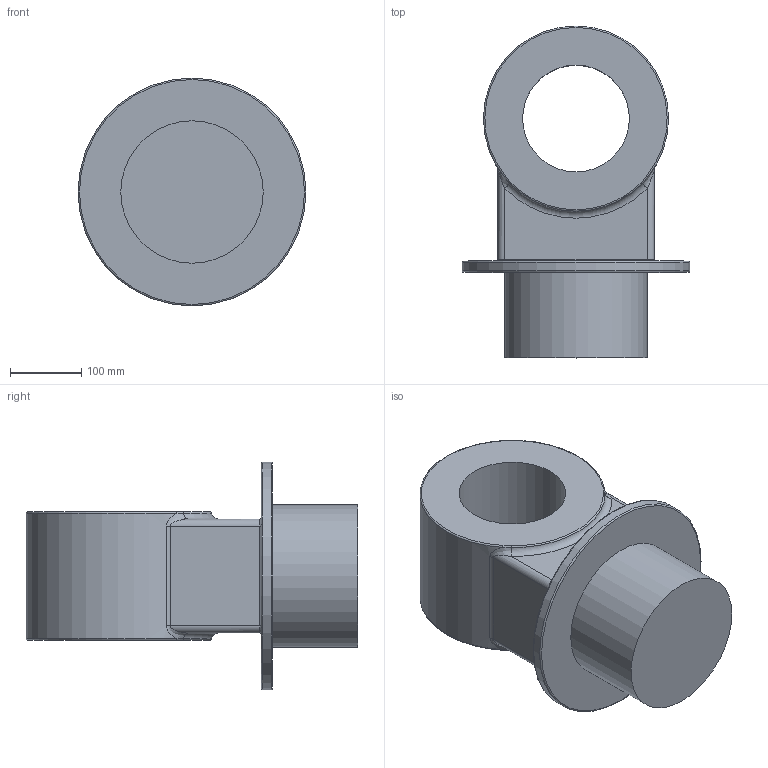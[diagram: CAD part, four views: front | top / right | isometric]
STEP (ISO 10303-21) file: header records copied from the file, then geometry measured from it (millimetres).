
FILE_DESCRIPTION(/* description */ (''),/* implementation_level */ '2;1');
FILE_NAME(/* name */ 'Riya Gupta_Base to arm.step',/* time_stamp */ '2021-10-03T19:52:18+05:00',/* author */ (''),/* organization */ (''),/* preprocessor_version */ 'ST-DEVELOPER v18.1',/* originating_system */ 'Autodesk Translation Framework v10.10.0.1391',/* authorisation */ '');
FILE_SCHEMA (('AUTOMOTIVE_DESIGN { 1 0 10303 214 3 1 1 }'));
Length unit declared in the file: millimetre
Products named in the file (1): (Unsaved)
Bounding box: 320 x 466 x 320 mm (x, y, z)
Volume: 14522621.9 mm3; surface area: 550590.3 mm2
Topology: 1 solids, 1 shells, 43 faces, 93 edges, 54 vertices
Faces by surface type: cylinder 14, torus 12, plane 9, bspline 8
Full cylindrical faces by diameter (mm): 150 x1, 200 x1, 320 x1
Entity records: 2426 total; most frequent: CARTESIAN_POINT 1475, DIRECTION 203, ORIENTED_EDGE 186, EDGE_CURVE 93, AXIS2_PLACEMENT_3D 90, CIRCLE 54, VERTEX_POINT 54, EDGE_LOOP 47
